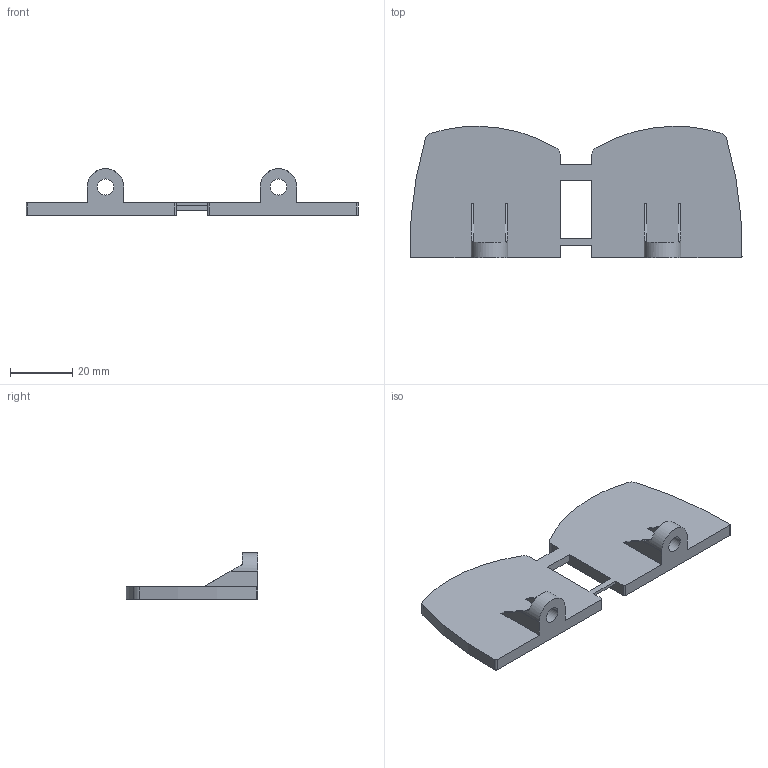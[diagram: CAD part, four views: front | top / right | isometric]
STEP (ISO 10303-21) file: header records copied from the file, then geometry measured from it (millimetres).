
FILE_DESCRIPTION(('SolidDesigner STEP Export'),'2;1');
FILE_NAME('3074541_UW_25_F-select.stp','2009-10-21T14:53:21',(''),(''),'CoCreate Modeling STEP processor for AP214 (Solid Model)','CoCreate Modeling 16.00A 16-Aug-2008 (C) Parametric Technology GmbH','');
FILE_SCHEMA(('AUTOMOTIVE_DESIGN { 1 0 10303 214 1 1 1 1 }'));
Length unit declared in the file: millimetre
Products named in the file (2): 3074541_UW_25_F-select
Assembly tree (1 placements, depth 2):
  3074541_UW_25_F-select
    3074541_UW_25_F-select
Bounding box: 106.94 x 42.33 x 15 mm (x, y, z)
Volume: 16344.5 mm3; surface area: 10125.8 mm2
Topology: 1 solids, 1 shells, 51 faces, 150 edges, 100 vertices
Faces by surface type: plane 27, cylinder 24
Entity records: 2232 total; most frequent: CARTESIAN_POINT 434, ORIENTED_EDGE 300, DIRECTION 266, EDGE_CURVE 150, VERTEX_POINT 100, VECTOR 94, LINE 94, AXIS2_PLACEMENT_3D 86
